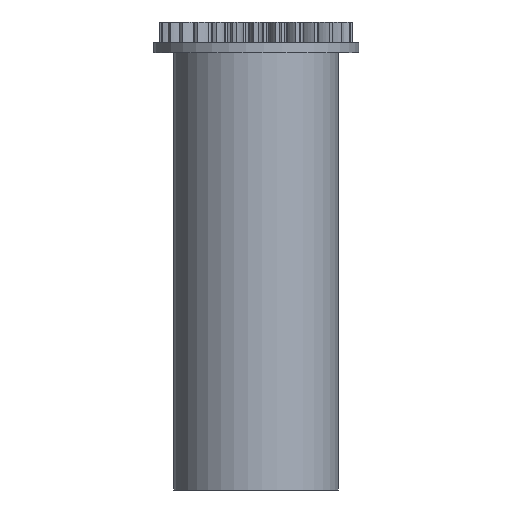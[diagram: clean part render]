
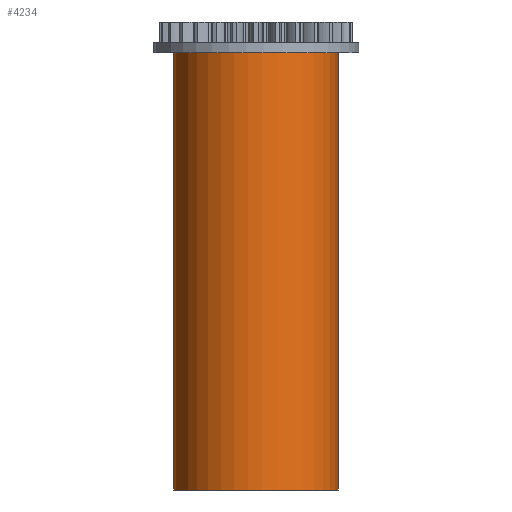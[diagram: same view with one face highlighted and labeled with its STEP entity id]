
A CAD part, front view. The second image highlights one B-rep face of the part: STEP entity #4234.
In plain terms, the highlighted cylindrical face has radius 8 mm (diameter 16 mm), a full revolution.
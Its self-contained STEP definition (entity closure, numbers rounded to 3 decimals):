
#183=LINE('',#6042,#522);
#522=VECTOR('',#4893,8.);
#861=CYLINDRICAL_SURFACE('',#4481,8.);
#981=FACE_OUTER_BOUND('',#1213,.T.);
#1213=EDGE_LOOP('',(#2813,#2814,#2815,#2816));
#1446=CIRCLE('',#4479,8.);
#1448=CIRCLE('',#4482,8.);
#1676=VERTEX_POINT('',#6036);
#1678=VERTEX_POINT('',#6041);
#2130=EDGE_CURVE('',#1676,#1676,#1446,.T.);
#2132=EDGE_CURVE('',#1676,#1678,#183,.T.);
#2133=EDGE_CURVE('',#1678,#1678,#1448,.T.);
#2813=ORIENTED_EDGE('',*,*,#2130,.T.);
#2814=ORIENTED_EDGE('',*,*,#2132,.T.);
#2815=ORIENTED_EDGE('',*,*,#2133,.F.);
#2816=ORIENTED_EDGE('',*,*,#2132,.F.);
#4234=ADVANCED_FACE('',(#981),#861,.T.);
#4479=AXIS2_PLACEMENT_3D('',#6037,#4887,#4888);
#4481=AXIS2_PLACEMENT_3D('',#6040,#4891,#4892);
#4482=AXIS2_PLACEMENT_3D('',#6043,#4894,#4895);
#4887=DIRECTION('center_axis',(0.,0.,1.));
#4888=DIRECTION('ref_axis',(0.096,0.995,0.));
#4891=DIRECTION('center_axis',(0.,0.,-1.));
#4892=DIRECTION('ref_axis',(0.096,0.995,0.));
#4893=DIRECTION('',(0.,0.,1.));
#4894=DIRECTION('center_axis',(0.,0.,1.));
#4895=DIRECTION('ref_axis',(0.096,0.995,0.));
#6036=CARTESIAN_POINT('',(-0.767,-7.963,-43.483));
#6037=CARTESIAN_POINT('Origin',(0.,0.,
-43.483));
#6040=CARTESIAN_POINT('Origin',(0.,0.,
-1.));
#6041=CARTESIAN_POINT('',(-0.767,-7.963,-1.));
#6042=CARTESIAN_POINT('',(-0.767,-7.963,-1.));
#6043=CARTESIAN_POINT('Origin',(0.,0.,
-1.));
